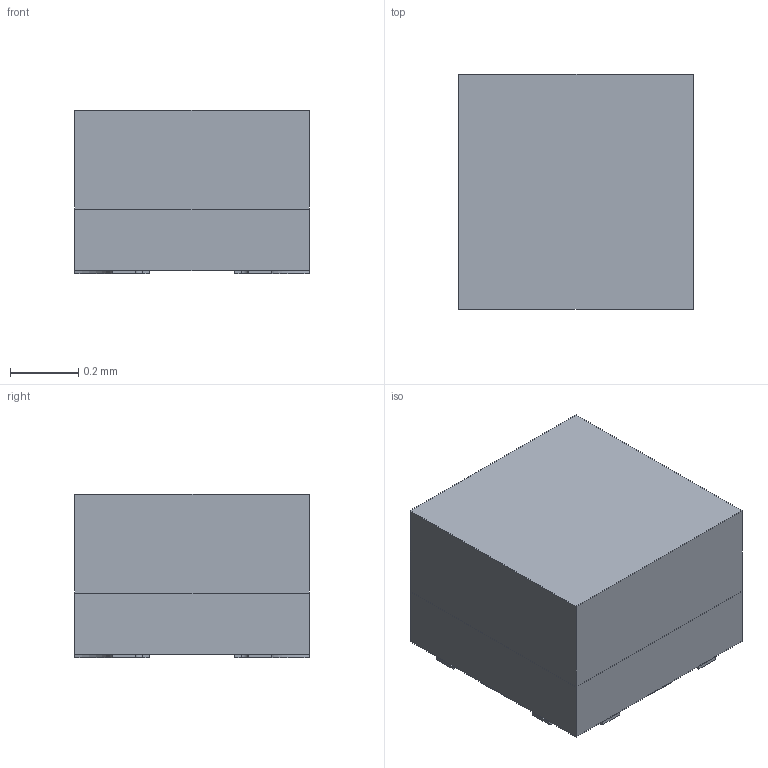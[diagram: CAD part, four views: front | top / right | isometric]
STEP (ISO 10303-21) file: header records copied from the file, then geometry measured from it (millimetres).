
FILE_DESCRIPTION (( 'STEP AP214' ), '1' );
FILE_NAME ('LED-SMD_4P-L0.7-W0.7-BL.STEP', '2025-09-09T11:20:16', ( '' ), ( '' ), 'SwSTEP 2.0', 'SolidWorks 2020', '' );
FILE_SCHEMA (( 'AUTOMOTIVE_DESIGN' ));
Length unit declared in the file: millimetre
Products named in the file (1): LED-SMD_4P-L0.7-W0.7-BL
Bounding box: 0.69 x 0.69 x 0.48 mm (x, y, z)
Volume: 0.2 mm3; surface area: 3.8 mm2
Topology: 20 solids, 20 shells, 322 faces, 846 edges, 564 vertices
Faces by surface type: plane 208, bspline 98, cylinder 16
Entity records: 14125 total; most frequent: CARTESIAN_POINT 3039, ORIENTED_EDGE 1692, DIRECTION 1128, EDGE_CURVE 846, VECTOR 614, LINE 614, VERTEX_POINT 564, UNCERTAINTY_MEASURE_WITH_UNIT 344
